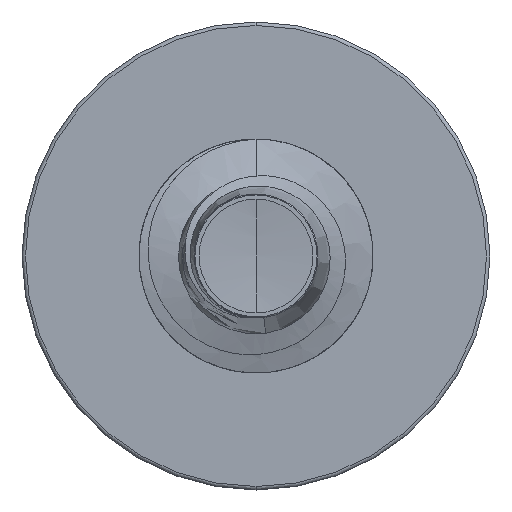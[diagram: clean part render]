
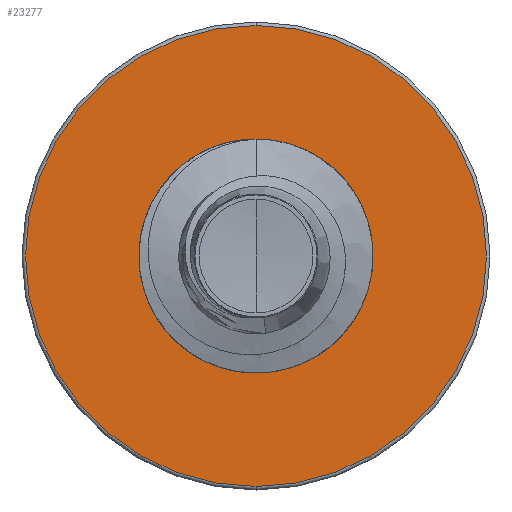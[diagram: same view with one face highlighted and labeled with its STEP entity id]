
A CAD part, front view. The second image highlights one B-rep face of the part: STEP entity #23277.
In plain terms, the highlighted planar face has unit normal (0, -1, 0).
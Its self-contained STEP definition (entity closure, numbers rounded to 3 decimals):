
#423 = CIRCLE ( 'NONE', #13195, 3.694 ) ;
#547 = ORIENTED_EDGE ( 'NONE', *, *, #8049, .F. ) ;
#742 = ORIENTED_EDGE ( 'NONE', *, *, #5557, .F. ) ;
#1027 = VERTEX_POINT ( 'NONE', #11818 ) ;
#1135 = DIRECTION ( 'NONE',  ( 0., 0., 1. ) ) ;
#1206 = CARTESIAN_POINT ( 'NONE',  ( 0., 35., 0. ) ) ;
#1533 = ORIENTED_EDGE ( 'NONE', *, *, #13157, .T. ) ;
#1785 = ORIENTED_EDGE ( 'NONE', *, *, #12120, .T. ) ;
#1861 = AXIS2_PLACEMENT_3D ( 'NONE', #21879, #9437, #23911 ) ;
#2136 = CIRCLE ( 'NONE', #15657, 7.88 ) ;
#2550 = DIRECTION ( 'NONE',  ( 0., 1., 0. ) ) ;
#2595 = AXIS2_PLACEMENT_3D ( 'NONE', #25378, #2550, #17286 ) ;
#2826 = CARTESIAN_POINT ( 'NONE',  ( 0., 35., 3.694 ) ) ;
#3355 = DIRECTION ( 'NONE',  ( 0., 0., 1. ) ) ;
#4270 = VERTEX_POINT ( 'NONE', #2826 ) ;
#4387 = DIRECTION ( 'NONE',  ( 0., 1., 0. ) ) ;
#4921 = EDGE_LOOP ( 'NONE', ( #1533, #1785 ) ) ;
#5557 = EDGE_CURVE ( 'NONE', #14757, #1027, #22740, .T. ) ;
#8049 = EDGE_CURVE ( 'NONE', #1027, #14757, #2136, .T. ) ;
#8773 = FACE_BOUND ( 'NONE', #4921, .T. ) ;
#9437 = DIRECTION ( 'NONE',  ( 0., 1., 0. ) ) ;
#11818 = CARTESIAN_POINT ( 'NONE',  ( 0., 35., 7.88 ) ) ;
#12120 = EDGE_CURVE ( 'NONE', #16148, #4270, #18575, .T. ) ;
#13157 = EDGE_CURVE ( 'NONE', #4270, #16148, #423, .T. ) ;
#13195 = AXIS2_PLACEMENT_3D ( 'NONE', #16980, #4387, #19049 ) ;
#13813 = DIRECTION ( 'NONE',  ( 0., 1., 0. ) ) ;
#14757 = VERTEX_POINT ( 'NONE', #25824 ) ;
#15657 = AXIS2_PLACEMENT_3D ( 'NONE', #1206, #15985, #3355 ) ;
#15985 = DIRECTION ( 'NONE',  ( 0., 1., 0. ) ) ;
#16148 = VERTEX_POINT ( 'NONE', #24173 ) ;
#16980 = CARTESIAN_POINT ( 'NONE',  ( 0., 35., 0. ) ) ;
#17286 = DIRECTION ( 'NONE',  ( 0., 0., 1. ) ) ;
#18575 = CIRCLE ( 'NONE', #1861, 3.694 ) ;
#19049 = DIRECTION ( 'NONE',  ( 0., 0., 1. ) ) ;
#21313 = PLANE ( 'NONE',  #2595 ) ;
#21879 = CARTESIAN_POINT ( 'NONE',  ( 0., 35., 0. ) ) ;
#22740 = CIRCLE ( 'NONE', #23037, 7.88 ) ;
#23037 = AXIS2_PLACEMENT_3D ( 'NONE', #26071, #13813, #1135 ) ;
#23277 = ADVANCED_FACE ( 'NONE', ( #25246, #8773 ), #21313, .F. ) ;
#23911 = DIRECTION ( 'NONE',  ( 0., 0., 1. ) ) ;
#24173 = CARTESIAN_POINT ( 'NONE',  ( 0., 35., -3.694 ) ) ;
#25246 = FACE_OUTER_BOUND ( 'NONE', #25339, .T. ) ;
#25339 = EDGE_LOOP ( 'NONE', ( #547, #742 ) ) ;
#25378 = CARTESIAN_POINT ( 'NONE',  ( 0., 35., -3.694 ) ) ;
#25824 = CARTESIAN_POINT ( 'NONE',  ( 0., 35., -7.88 ) ) ;
#26071 = CARTESIAN_POINT ( 'NONE',  ( 0., 35., 0. ) ) ;
